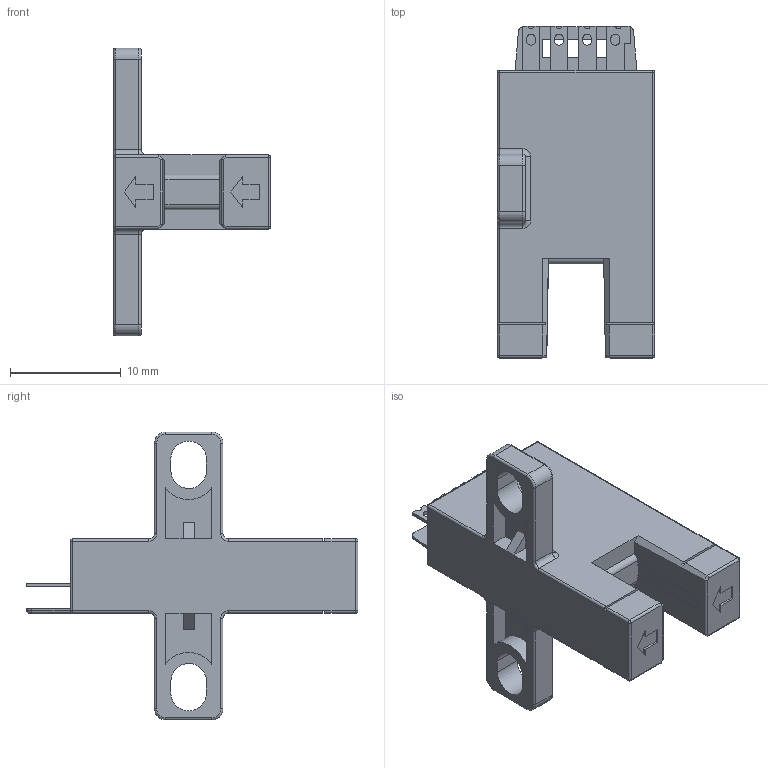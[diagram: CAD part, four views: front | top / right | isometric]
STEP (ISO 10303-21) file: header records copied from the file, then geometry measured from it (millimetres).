
FILE_DESCRIPTION((''),'2;1');
FILE_NAME('ST-303NA-E-N','2022-06-23T',('EDZ'),(''),'PRO/ENGINEER BY PARAMETRIC TECHNOLOGY CORPORATION, 2014000','PRO/ENGINEER BY PARAMETRIC TECHNOLOGY CORPORATION, 2014000','');
FILE_SCHEMA(('CONFIG_CONTROL_DESIGN'));
Length unit declared in the file: millimetre
Products named in the file (1): ST-303NA-E-N
Bounding box: 14.2 x 30 x 26 mm (x, y, z)
Volume: 2362.5 mm3; surface area: 2193.5 mm2
Topology: 2 solids, 2 shells, 261 faces, 665 edges, 416 vertices
Faces by surface type: plane 161, cylinder 74, torus 18, sphere 8
Entity records: 7873 total; most frequent: CARTESIAN_POINT 1406, ORIENTED_EDGE 1330, DIRECTION 1323, EDGE_CURVE 665, VECTOR 509, LINE 509, VERTEX_POINT 416, AXIS2_PLACEMENT_3D 407
